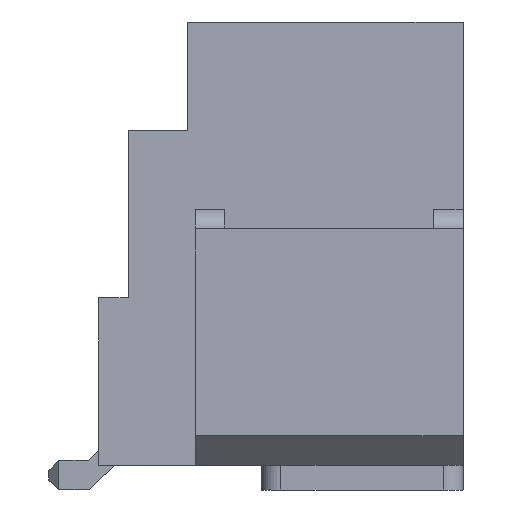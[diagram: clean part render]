
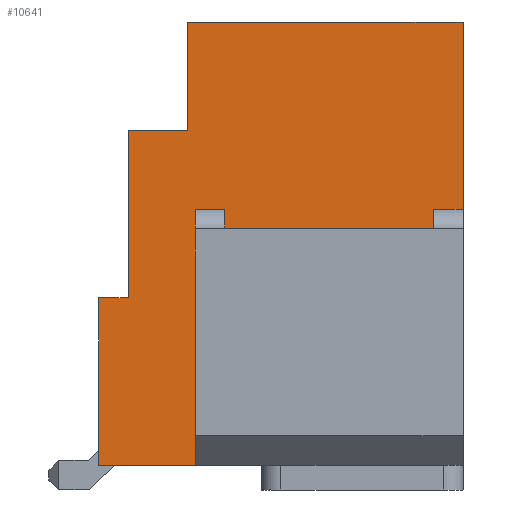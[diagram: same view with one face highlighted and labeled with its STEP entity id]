
A CAD part, left-side view. The second image highlights one B-rep face of the part: STEP entity #10641.
In plain terms, the highlighted face is planar.
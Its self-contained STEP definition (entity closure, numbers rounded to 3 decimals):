
#2398=ORIENTED_EDGE('',*,*,#4406,.T.);
#2399=ORIENTED_EDGE('',*,*,#3893,.T.);
#2400=ORIENTED_EDGE('',*,*,#4413,.F.);
#2401=ORIENTED_EDGE('',*,*,#4414,.F.);
#2402=ORIENTED_EDGE('',*,*,#4280,.F.);
#2403=ORIENTED_EDGE('',*,*,#4284,.F.);
#2404=ORIENTED_EDGE('',*,*,#4286,.F.);
#2405=ORIENTED_EDGE('',*,*,#4289,.F.);
#2406=ORIENTED_EDGE('',*,*,#4415,.F.);
#2407=ORIENTED_EDGE('',*,*,#4416,.F.);
#2408=ORIENTED_EDGE('',*,*,#4412,.T.);
#2409=ORIENTED_EDGE('',*,*,#3905,.T.);
#2410=ORIENTED_EDGE('',*,*,#4402,.F.);
#2411=ORIENTED_EDGE('',*,*,#4396,.T.);
#3893=EDGE_CURVE('',#5115,#5118,#6352,.T.);
#3905=EDGE_CURVE('',#5127,#5130,#6358,.T.);
#4280=EDGE_CURVE('',#5428,#5426,#6733,.T.);
#4284=EDGE_CURVE('',#5430,#5428,#6737,.T.);
#4286=EDGE_CURVE('',#5432,#5430,#6739,.T.);
#4289=EDGE_CURVE('',#5434,#5432,#6742,.T.);
#4396=EDGE_CURVE('',#5512,#5513,#6849,.T.);
#4402=EDGE_CURVE('',#5512,#5130,#6855,.T.);
#4406=EDGE_CURVE('',#5513,#5115,#6859,.T.);
#4412=EDGE_CURVE('',#5520,#5127,#6865,.T.);
#4413=EDGE_CURVE('',#5521,#5118,#6866,.T.);
#4414=EDGE_CURVE('',#5426,#5521,#6867,.T.);
#4415=EDGE_CURVE('',#5522,#5434,#6868,.T.);
#4416=EDGE_CURVE('',#5520,#5522,#6869,.T.);
#5115=VERTEX_POINT('',#15797);
#5118=VERTEX_POINT('',#15802);
#5127=VERTEX_POINT('',#15824);
#5130=VERTEX_POINT('',#15829);
#5426=VERTEX_POINT('',#16578);
#5428=VERTEX_POINT('',#16582);
#5430=VERTEX_POINT('',#16589);
#5432=VERTEX_POINT('',#16594);
#5434=VERTEX_POINT('',#16600);
#5512=VERTEX_POINT('',#16813);
#5513=VERTEX_POINT('',#16814);
#5520=VERTEX_POINT('',#16840);
#5521=VERTEX_POINT('',#16845);
#5522=VERTEX_POINT('',#16848);
#6352=LINE('',#15803,#7825);
#6358=LINE('',#15830,#7831);
#6733=LINE('',#16583,#8206);
#6737=LINE('',#16590,#8210);
#6739=LINE('',#16595,#8212);
#6742=LINE('',#16601,#8215);
#6849=LINE('',#16812,#8322);
#6855=LINE('',#16824,#8328);
#6859=LINE('',#16831,#8332);
#6865=LINE('',#16842,#8338);
#6866=LINE('',#16844,#8339);
#6867=LINE('',#16846,#8340);
#6868=LINE('',#16847,#8341);
#6869=LINE('',#16849,#8342);
#7825=VECTOR('',#12960,1000.);
#7831=VECTOR('',#12984,1000.);
#8206=VECTOR('',#13519,1000.);
#8210=VECTOR('',#13525,1000.);
#8212=VECTOR('',#13529,1000.);
#8215=VECTOR('',#13534,1000.);
#8322=VECTOR('',#13695,1000.);
#8328=VECTOR('',#13703,1000.);
#8332=VECTOR('',#13711,1000.);
#8338=VECTOR('',#13721,1000.);
#8339=VECTOR('',#13724,1000.);
#8340=VECTOR('',#13725,1000.);
#8341=VECTOR('',#13726,1000.);
#8342=VECTOR('',#13727,1000.);
#8968=EDGE_LOOP('',(#2398,#2399,#2400,#2401,#2402,#2403,#2404,#2405,#2406,
#2407,#2408,#2409,#2410,#2411));
#9547=FACE_BOUND('',#8968,.T.);
#10086=PLANE('',#11370);
#10641=ADVANCED_FACE('',(#9547),#10086,.F.);
#11370=AXIS2_PLACEMENT_3D('',#16843,#13722,#13723);
#12960=DIRECTION('',(0.,1.,0.));
#12984=DIRECTION('',(0.,1.,0.));
#13519=DIRECTION('',(0.,0.,1.));
#13525=DIRECTION('',(0.,1.,0.));
#13529=DIRECTION('',(0.,0.,1.));
#13534=DIRECTION('',(0.,1.,0.));
#13695=DIRECTION('',(0.,1.,0.));
#13703=DIRECTION('',(0.,0.,1.));
#13711=DIRECTION('',(0.,0.,1.));
#13721=DIRECTION('',(0.,0.,1.));
#13722=DIRECTION('',(-1.,0.,0.));
#13723=DIRECTION('',(0.,0.,1.));
#13724=DIRECTION('',(0.,0.,-1.));
#13725=DIRECTION('',(0.,1.,0.));
#13726=DIRECTION('',(0.,0.,1.));
#13727=DIRECTION('',(0.,-1.,0.));
#15797=CARTESIAN_POINT('',(8.375,1.55,0.35));
#15802=CARTESIAN_POINT('',(8.375,1.85,0.35));
#15803=CARTESIAN_POINT('',(8.375,0.,0.35));
#15824=CARTESIAN_POINT('',(8.375,-0.87,0.35));
#15829=CARTESIAN_POINT('',(8.375,-0.57,0.35));
#15830=CARTESIAN_POINT('',(8.375,0.,0.35));
#16578=CARTESIAN_POINT('',(8.375,-0.95,2.25));
#16582=CARTESIAN_POINT('',(8.375,-0.95,1.15));
#16583=CARTESIAN_POINT('',(8.375,-0.95,1.15));
#16589=CARTESIAN_POINT('',(8.375,-1.55,1.15));
#16590=CARTESIAN_POINT('',(8.375,-1.55,1.15));
#16594=CARTESIAN_POINT('',(8.375,-1.55,-0.55));
#16595=CARTESIAN_POINT('',(8.375,-1.55,-0.55));
#16600=CARTESIAN_POINT('',(8.375,-1.85,-0.55));
#16601=CARTESIAN_POINT('',(8.375,-1.85,-0.55));
#16812=CARTESIAN_POINT('',(8.375,-0.57,-0.15));
#16813=CARTESIAN_POINT('',(8.375,-0.57,-0.15));
#16814=CARTESIAN_POINT('',(8.375,1.55,-0.15));
#16824=CARTESIAN_POINT('',(8.375,-0.57,-0.15));
#16831=CARTESIAN_POINT('',(8.375,1.55,-0.15));
#16840=CARTESIAN_POINT('',(8.375,-0.87,-2.25));
#16842=CARTESIAN_POINT('',(8.375,-0.87,-2.25));
#16843=CARTESIAN_POINT('',(8.375,0.,0.));
#16844=CARTESIAN_POINT('',(8.375,1.85,2.25));
#16845=CARTESIAN_POINT('',(8.375,1.85,2.25));
#16846=CARTESIAN_POINT('',(8.375,-1.85,2.25));
#16847=CARTESIAN_POINT('',(8.375,-1.85,-2.25));
#16848=CARTESIAN_POINT('',(8.375,-1.85,-2.25));
#16849=CARTESIAN_POINT('',(8.375,1.85,-2.25));
